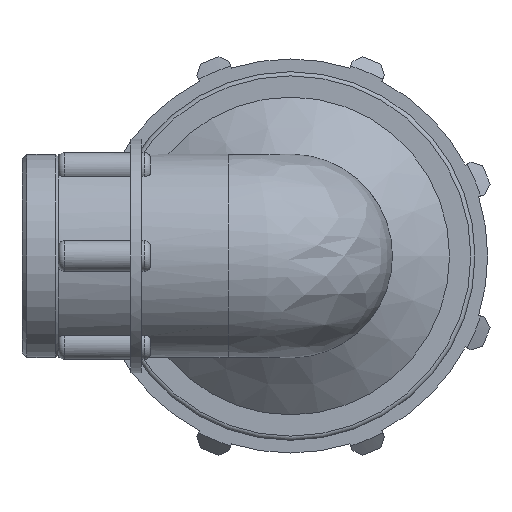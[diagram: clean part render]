
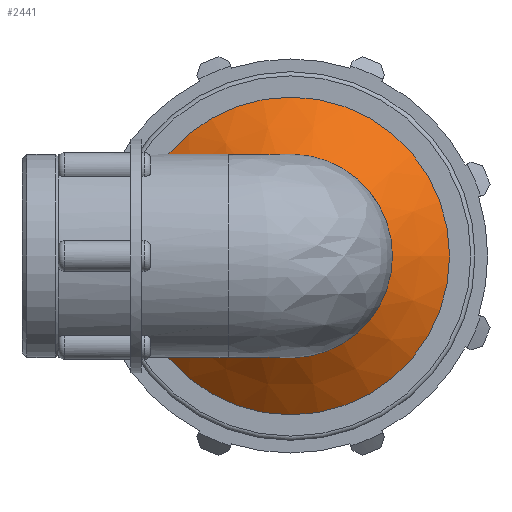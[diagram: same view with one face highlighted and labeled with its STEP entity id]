
A CAD part, left-side view. The second image highlights one B-rep face of the part: STEP entity #2441.
In plain terms, the highlighted conical face has half-angle 50 degrees and reference radius 22.948 mm.
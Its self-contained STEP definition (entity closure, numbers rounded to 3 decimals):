
#57=CONICAL_SURFACE('',#2728,22.948,50.);
#85=FACE_BOUND('',#725,.T.);
#567=FACE_OUTER_BOUND('',#724,.T.);
#724=EDGE_LOOP('',(#2117,#2118));
#725=EDGE_LOOP('',(#2119));
#834=CIRCLE('',#2592,19.689);
#896=CIRCLE('',#2729,30.75);
#929=B_SPLINE_CURVE_WITH_KNOTS('',3,(#3971,#3972,#3973,#3974,#3975,#3976,
#3977,#3978,#3979,#3980,#3981,#3982,#3983,#3984),.UNSPECIFIED.,.F.,.F.,
(4,2,2,2,2,2,4),(7.471,7.655,7.99,8.326,
8.662,8.997,9.182),.UNSPECIFIED.);
#1015=VERTEX_POINT('',#3969);
#1016=VERTEX_POINT('',#3970);
#1151=VERTEX_POINT('',#4521);
#1276=EDGE_CURVE('',#1015,#1016,#929,.T.);
#1293=EDGE_CURVE('',#1015,#1016,#834,.T.);
#1484=EDGE_CURVE('',#1151,#1151,#896,.T.);
#2117=ORIENTED_EDGE('',*,*,#1293,.T.);
#2118=ORIENTED_EDGE('',*,*,#1276,.F.);
#2119=ORIENTED_EDGE('',*,*,#1484,.F.);
#2441=ADVANCED_FACE('',(#567,#85),#57,.T.);
#2592=AXIS2_PLACEMENT_3D('',#4012,#3047,#3048);
#2728=AXIS2_PLACEMENT_3D('',#4520,#3415,#3416);
#2729=AXIS2_PLACEMENT_3D('',#4522,#3417,#3418);
#3047=DIRECTION('center_axis',(1.,0.,0.));
#3048=DIRECTION('ref_axis',(0.,-1.,0.));
#3415=DIRECTION('center_axis',(1.,0.,0.));
#3416=DIRECTION('ref_axis',(0.,1.,0.));
#3417=DIRECTION('center_axis',(1.,0.,0.));
#3418=DIRECTION('ref_axis',(0.,0.,-1.));
#3969=CARTESIAN_POINT('',(18.089,18.089,7.775));
#3970=CARTESIAN_POINT('',(18.089,18.089,-7.775));
#3971=CARTESIAN_POINT('Ctrl Pts',(18.089,18.089,7.775));
#3972=CARTESIAN_POINT('Ctrl Pts',(18.279,18.526,7.332));
#3973=CARTESIAN_POINT('Ctrl Pts',(18.458,18.929,6.87));
#3974=CARTESIAN_POINT('Ctrl Pts',(18.915,19.943,5.542));
#3975=CARTESIAN_POINT('Ctrl Pts',(19.197,20.552,4.516));
#3976=CARTESIAN_POINT('Ctrl Pts',(19.586,21.381,2.305));
#3977=CARTESIAN_POINT('Ctrl Pts',(19.689,21.596,1.119));
#3978=CARTESIAN_POINT('Ctrl Pts',(19.689,21.596,-1.119));
#3979=CARTESIAN_POINT('Ctrl Pts',(19.586,21.381,-2.305));
#3980=CARTESIAN_POINT('Ctrl Pts',(19.197,20.552,-4.516));
#3981=CARTESIAN_POINT('Ctrl Pts',(18.915,19.943,-5.542));
#3982=CARTESIAN_POINT('Ctrl Pts',(18.458,18.929,-6.87));
#3983=CARTESIAN_POINT('Ctrl Pts',(18.279,18.526,-7.332));
#3984=CARTESIAN_POINT('Ctrl Pts',(18.089,18.089,-7.775));
#4012=CARTESIAN_POINT('Origin',(18.089,0.,0.));
#4520=CARTESIAN_POINT('Origin',(20.823,0.,0.));
#4521=CARTESIAN_POINT('',(27.37,30.75,0.));
#4522=CARTESIAN_POINT('Origin',(27.37,0.,0.));
